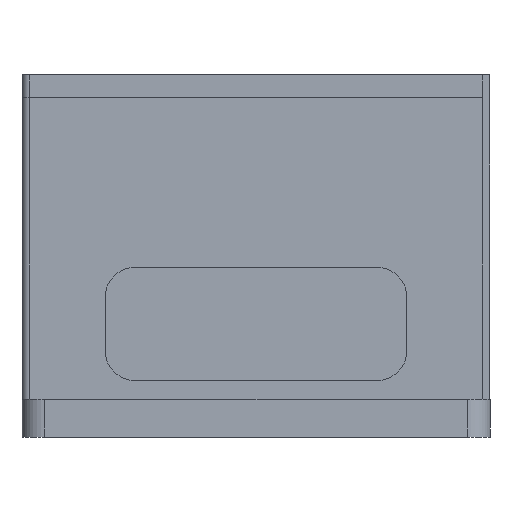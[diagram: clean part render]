
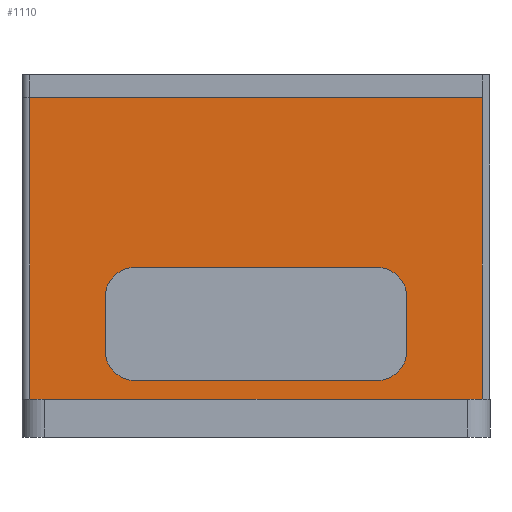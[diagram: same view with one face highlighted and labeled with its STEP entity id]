
A CAD part, left-side view. The second image highlights one B-rep face of the part: STEP entity #1110.
In plain terms, the highlighted planar face has unit normal (-1, 0, 0).
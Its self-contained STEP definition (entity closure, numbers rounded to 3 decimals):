
#351 = EDGE_CURVE('',#352,#354,#356,.T.);
#352 = VERTEX_POINT('',#353);
#353 = CARTESIAN_POINT('',(-47.5,16.,22.5));
#354 = VERTEX_POINT('',#355);
#355 = CARTESIAN_POINT('',(-47.5,-16.,22.5));
#356 = LINE('',#357,#358);
#357 = CARTESIAN_POINT('',(-47.5,20.,22.5));
#358 = VECTOR('',#359,1.);
#359 = DIRECTION('',(0.,-1.,0.));
#382 = EDGE_CURVE('',#354,#383,#385,.T.);
#383 = VERTEX_POINT('',#384);
#384 = CARTESIAN_POINT('',(-47.5,-20.,18.5));
#385 = CIRCLE('',#386,4.);
#386 = AXIS2_PLACEMENT_3D('',#387,#388,#389);
#387 = CARTESIAN_POINT('',(-47.5,-16.,18.5));
#388 = DIRECTION('',(1.,0.,-0.));
#389 = DIRECTION('',(0.,0.,1.));
#407 = EDGE_CURVE('',#352,#408,#410,.T.);
#408 = VERTEX_POINT('',#409);
#409 = CARTESIAN_POINT('',(-47.5,20.,18.5));
#410 = CIRCLE('',#411,4.);
#411 = AXIS2_PLACEMENT_3D('',#412,#413,#414);
#412 = CARTESIAN_POINT('',(-47.5,16.,18.5));
#413 = DIRECTION('',(-1.,0.,0.));
#414 = DIRECTION('',(0.,0.,1.));
#432 = EDGE_CURVE('',#383,#433,#435,.T.);
#433 = VERTEX_POINT('',#434);
#434 = CARTESIAN_POINT('',(-47.5,-20.,11.5));
#435 = LINE('',#436,#437);
#436 = CARTESIAN_POINT('',(-47.5,-20.,22.5));
#437 = VECTOR('',#438,1.);
#438 = DIRECTION('',(0.,0.,-1.));
#456 = EDGE_CURVE('',#457,#408,#459,.T.);
#457 = VERTEX_POINT('',#458);
#458 = CARTESIAN_POINT('',(-47.5,20.,11.5));
#459 = LINE('',#460,#461);
#460 = CARTESIAN_POINT('',(-47.5,20.,7.5));
#461 = VECTOR('',#462,1.);
#462 = DIRECTION('',(0.,0.,1.));
#480 = EDGE_CURVE('',#433,#481,#483,.T.);
#481 = VERTEX_POINT('',#482);
#482 = CARTESIAN_POINT('',(-47.5,-16.,7.5));
#483 = CIRCLE('',#484,4.);
#484 = AXIS2_PLACEMENT_3D('',#485,#486,#487);
#485 = CARTESIAN_POINT('',(-47.5,-16.,11.5));
#486 = DIRECTION('',(1.,0.,-0.));
#487 = DIRECTION('',(0.,0.,1.));
#505 = EDGE_CURVE('',#506,#457,#508,.T.);
#506 = VERTEX_POINT('',#507);
#507 = CARTESIAN_POINT('',(-47.5,16.,7.5));
#508 = CIRCLE('',#509,4.);
#509 = AXIS2_PLACEMENT_3D('',#510,#511,#512);
#510 = CARTESIAN_POINT('',(-47.5,16.,11.5));
#511 = DIRECTION('',(1.,0.,-0.));
#512 = DIRECTION('',(0.,0.,1.));
#530 = EDGE_CURVE('',#481,#506,#531,.T.);
#531 = LINE('',#532,#533);
#532 = CARTESIAN_POINT('',(-47.5,-20.,7.5));
#533 = VECTOR('',#534,1.);
#534 = DIRECTION('',(0.,1.,0.));
#1110 = ADVANCED_FACE('',(#1111,#1145),#1155,.T.);
#1111 = FACE_BOUND('',#1112,.T.);
#1112 = EDGE_LOOP('',(#1113,#1123,#1131,#1139));
#1113 = ORIENTED_EDGE('',*,*,#1114,.F.);
#1114 = EDGE_CURVE('',#1115,#1117,#1119,.T.);
#1115 = VERTEX_POINT('',#1116);
#1116 = CARTESIAN_POINT('',(-47.5,-30.,5.));
#1117 = VERTEX_POINT('',#1118);
#1118 = CARTESIAN_POINT('',(-47.5,30.,5.));
#1119 = LINE('',#1120,#1121);
#1120 = CARTESIAN_POINT('',(-47.5,-31.,5.));
#1121 = VECTOR('',#1122,1.);
#1122 = DIRECTION('',(0.,1.,0.));
#1123 = ORIENTED_EDGE('',*,*,#1124,.F.);
#1124 = EDGE_CURVE('',#1125,#1115,#1127,.T.);
#1125 = VERTEX_POINT('',#1126);
#1126 = CARTESIAN_POINT('',(-47.5,-30.,45.));
#1127 = LINE('',#1128,#1129);
#1128 = CARTESIAN_POINT('',(-47.5,-30.,48.));
#1129 = VECTOR('',#1130,1.);
#1130 = DIRECTION('',(0.,0.,-1.));
#1131 = ORIENTED_EDGE('',*,*,#1132,.T.);
#1132 = EDGE_CURVE('',#1125,#1133,#1135,.T.);
#1133 = VERTEX_POINT('',#1134);
#1134 = CARTESIAN_POINT('',(-47.5,30.,45.));
#1135 = LINE('',#1136,#1137);
#1136 = CARTESIAN_POINT('',(-47.5,-31.,45.));
#1137 = VECTOR('',#1138,1.);
#1138 = DIRECTION('',(0.,1.,0.));
#1139 = ORIENTED_EDGE('',*,*,#1140,.F.);
#1140 = EDGE_CURVE('',#1117,#1133,#1141,.T.);
#1141 = LINE('',#1142,#1143);
#1142 = CARTESIAN_POINT('',(-47.5,30.,5.));
#1143 = VECTOR('',#1144,1.);
#1144 = DIRECTION('',(0.,0.,1.));
#1145 = FACE_BOUND('',#1146,.T.);
#1146 = EDGE_LOOP('',(#1147,#1148,#1149,#1150,#1151,#1152,#1153,#1154));
#1147 = ORIENTED_EDGE('',*,*,#530,.T.);
#1148 = ORIENTED_EDGE('',*,*,#505,.T.);
#1149 = ORIENTED_EDGE('',*,*,#456,.T.);
#1150 = ORIENTED_EDGE('',*,*,#407,.F.);
#1151 = ORIENTED_EDGE('',*,*,#351,.T.);
#1152 = ORIENTED_EDGE('',*,*,#382,.T.);
#1153 = ORIENTED_EDGE('',*,*,#432,.T.);
#1154 = ORIENTED_EDGE('',*,*,#480,.T.);
#1155 = PLANE('',#1156);
#1156 = AXIS2_PLACEMENT_3D('',#1157,#1158,#1159);
#1157 = CARTESIAN_POINT('',(-47.5,-31.,5.));
#1158 = DIRECTION('',(-1.,0.,0.));
#1159 = DIRECTION('',(0.,1.,0.));
